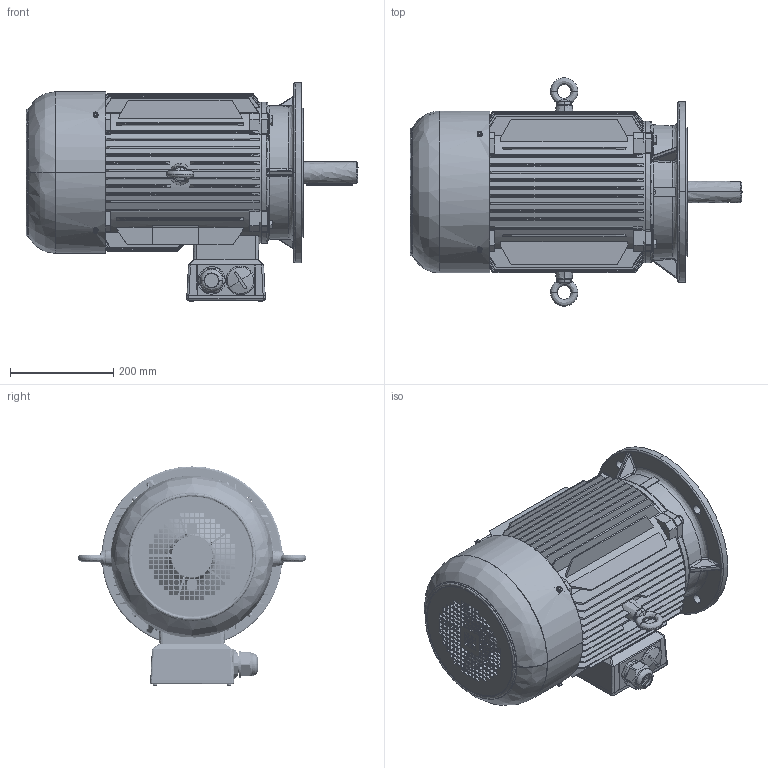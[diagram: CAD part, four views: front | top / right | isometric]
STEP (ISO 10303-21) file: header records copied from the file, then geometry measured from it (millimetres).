
FILE_DESCRIPTION (( 'STEP AP214' ), '1' );
FILE_NAME ('FCM-IE3-160-L-2468-B5-Ver.2.STEP', '2022-11-21T10:48:06', ( '' ), ( '' ), 'SwSTEP 2.0', 'SolidWorks 2020', '' );
FILE_SCHEMA (( 'AUTOMOTIVE_DESIGN' ));
Length unit declared in the file: millimetre
Products named in the file (1): FCM-IE3-160-L-2468-B5-Ver.2
Bounding box: 644 x 443.15 x 425 mm (x, y, z)
Surface area: 2753464 mm2 (no closed solid volume)
Topology: 0 solids, 63 shells, 4736 faces, 12986 edges, 8399 vertices
Faces by surface type: bspline 4736
Entity records: 273268 total; most frequent: CARTESIAN_POINT 199254, ORIENTED_EDGE 25536, EDGE_CURVE 12982, B_SPLINE_CURVE_WITH_KNOTS 8955, VERTEX_POINT 8399, EDGE_LOOP 5451, FACE_OUTER_BOUND 4736, ADVANCED_FACE 4736
